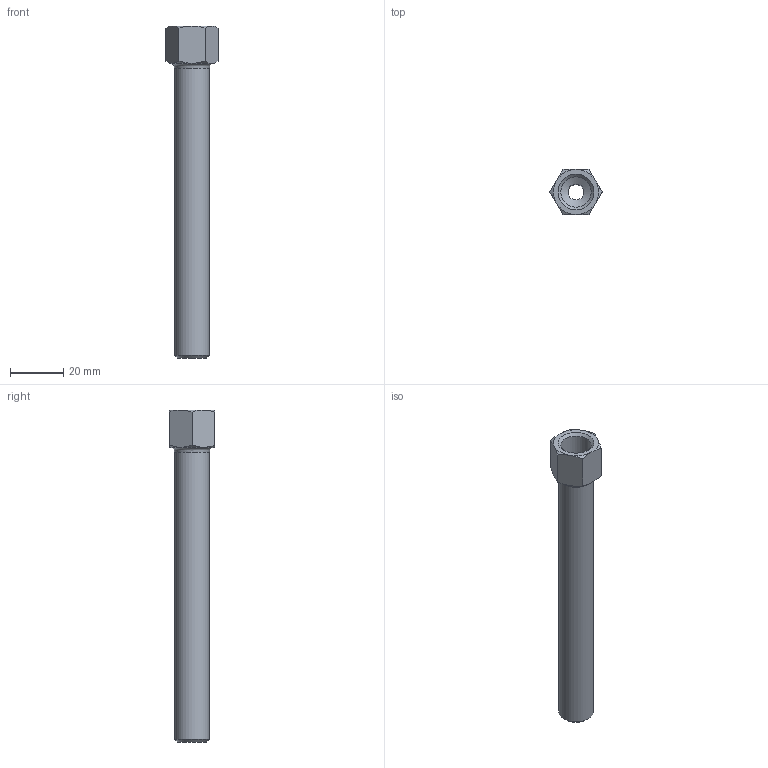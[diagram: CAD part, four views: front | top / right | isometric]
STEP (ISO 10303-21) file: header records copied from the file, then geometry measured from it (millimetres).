
FILE_DESCRIPTION((''),'2;1');
FILE_NAME('Verlängerung_115mm_A705.stp','2005-12-15T09:21:41',('ScheitB'),(''),'Autodesk Inventor 10','Autodesk Inventor 10','');
FILE_SCHEMA(('AUTOMOTIVE_DESIGN { 1 0 10303 214 1 1 1 1 }'));
Length unit declared in the file: millimetre
Products named in the file (1): anver01d_115er_verlängerung
Bounding box: 19.63 x 17 x 125 mm (x, y, z)
Volume: 14102.8 mm3; surface area: 8299.7 mm2
Topology: 1 solids, 1 shells, 28 faces, 59 edges, 34 vertices
Faces by surface type: cone 14, plane 9, bspline 3, cylinder 2
Full cylindrical faces by diameter (mm): 6 x1, 13.16 x1
Entity records: 761 total; most frequent: CARTESIAN_POINT 239, ORIENTED_EDGE 102, DIRECTION 100, EDGE_CURVE 51, AXIS2_PLACEMENT_3D 47, EDGE_LOOP 38, VERTEX_POINT 33, FACE_OUTER_BOUND 28
